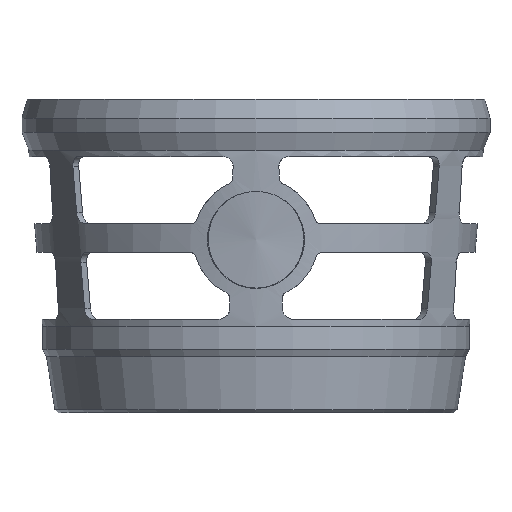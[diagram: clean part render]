
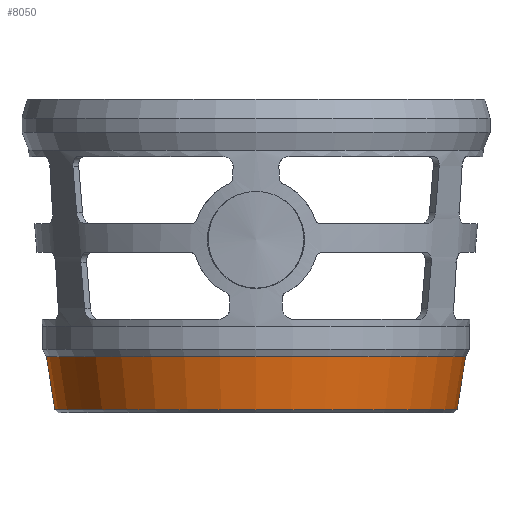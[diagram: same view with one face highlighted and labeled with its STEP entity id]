
A CAD part, front view. The second image highlights one B-rep face of the part: STEP entity #8050.
In plain terms, the highlighted conical face has half-angle 9 degrees and reference radius 21.443 mm.
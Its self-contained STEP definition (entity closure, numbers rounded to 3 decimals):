
#3910=CARTESIAN_POINT('',(0.,0.,-0.902));
#3911=DIRECTION('',(0.,0.,1.));
#3912=DIRECTION('',(-1.,0.,0.));
#3913=AXIS2_PLACEMENT_3D('',#3910,#3911,#3912);
#3925=DIRECTION('',(-0.156,0.,-0.988));
#3926=VECTOR('',#3925,5.594);
#3927=CARTESIAN_POINT('',(21.88,0.,4.623));
#3928=LINE('',#3927,#3926);
#3932=DIRECTION('',(0.156,0.,-0.988));
#3933=VECTOR('',#3932,5.594);
#3934=CARTESIAN_POINT('',(-21.88,0.,4.623));
#3935=LINE('',#3934,#3933);
#3977=CARTESIAN_POINT('',(0.,0.,4.623));
#3978=DIRECTION('',(0.,0.,-1.));
#3979=DIRECTION('',(1.,0.,0.));
#3980=AXIS2_PLACEMENT_3D('',#3977,#3978,#3979);
#5370=CARTESIAN_POINT('',(21.88,0.,4.623));
#5371=CARTESIAN_POINT('',(-21.88,0.,4.623));
#5372=VERTEX_POINT('',#5370);
#5373=VERTEX_POINT('',#5371);
#5805=CARTESIAN_POINT('',(-21.005,0.,-0.902));
#5806=CARTESIAN_POINT('',(21.005,0.,-0.902));
#5807=VERTEX_POINT('',#5805);
#5808=VERTEX_POINT('',#5806);
#8036=CARTESIAN_POINT('',(0.,0.,1.86));
#8037=DIRECTION('',(0.,0.,1.));
#8038=DIRECTION('',(1.,0.,0.));
#8039=AXIS2_PLACEMENT_3D('',#8036,#8037,#8038);
#8040=CONICAL_SURFACE('',#8039,21.443,9.);
#8041=ORIENTED_EDGE('',*,*,#8026,.F.);
#8043=ORIENTED_EDGE('',*,*,#8042,.F.);
#8045=ORIENTED_EDGE('',*,*,#8044,.F.);
#8047=ORIENTED_EDGE('',*,*,#8046,.T.);
#8048=EDGE_LOOP('',(#8041,#8043,#8045,#8047));
#8049=FACE_OUTER_BOUND('',#8048,.F.);
#3914=CIRCLE('',#3913,21.005);
#3981=CIRCLE('',#3980,21.88);
#8026=EDGE_CURVE('',#5807,#5808,#3914,.T.);
#8042=EDGE_CURVE('',#5373,#5807,#3935,.T.);
#8044=EDGE_CURVE('',#5372,#5373,#3981,.T.);
#8046=EDGE_CURVE('',#5372,#5808,#3928,.T.);
#8050=ADVANCED_FACE('',(#8049),#8040,.T.);
